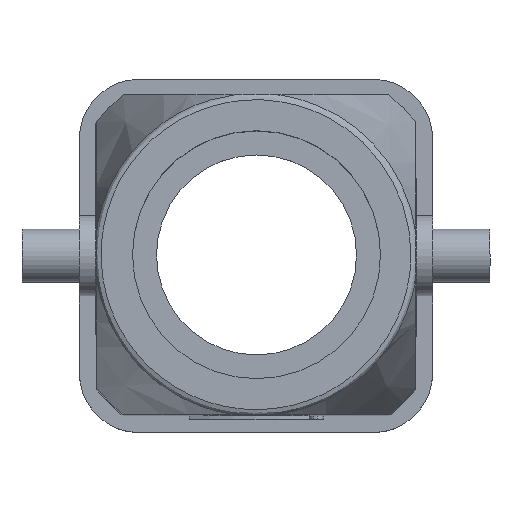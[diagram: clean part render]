
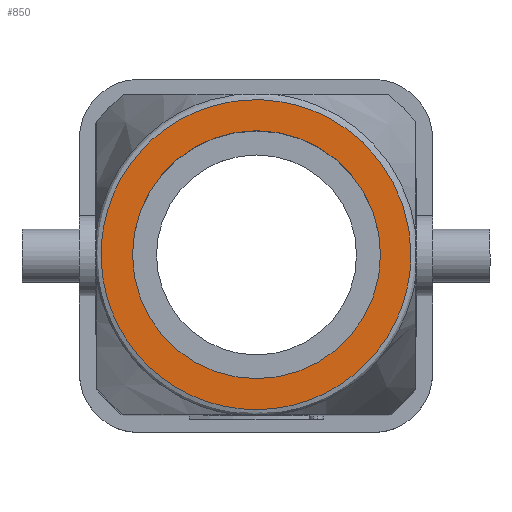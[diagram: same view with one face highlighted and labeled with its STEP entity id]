
A CAD part, top view. The second image highlights one B-rep face of the part: STEP entity #850.
In plain terms, the highlighted planar face has unit normal (0, 0, 1).
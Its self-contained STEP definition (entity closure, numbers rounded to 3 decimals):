
#538=FACE_BOUND('',#1271,.T.);
#539=FACE_BOUND('',#1272,.T.);
#690=PLANE('',#4340);
#850=ADVANCED_FACE('',(#538,#539),#690,.T.);
#1271=EDGE_LOOP('',(#2708));
#1272=EDGE_LOOP('',(#2709));
#1379=B_SPLINE_CURVE_WITH_KNOTS('',3,(#6275,#6276,#6277,#6278,#6279,#6280,
#6281,#6282,#6283,#6284,#6285,#6286,#6287,#6288,#6289,#6290,#6291,#6292,
#6293,#6294,#6295,#6296,#6297,#6298,#6299,#6300,#6301,#6302,#6303,#6304,
#6305,#6306,#6307,#6308,#6309,#6310,#6311,#6312,#6313,#6314,#6315,#6316),
 .UNSPECIFIED.,.T.,.F.,(1,3,2,2,2,2,2,2,2,2,2,2,2,2,2,2,2,2,2,2,2,3,1),
(-0.043,0.,0.032,0.065,0.133,
0.189,0.254,0.318,0.383,
0.44,0.497,0.562,0.594,
0.627,0.692,0.748,0.786,
0.815,0.872,0.929,0.957,
1.,1.032),.UNSPECIFIED.);
#2708=ORIENTED_EDGE('',*,*,#3806,.T.);
#2709=ORIENTED_EDGE('',*,*,#3807,.T.);
#3361=VERTEX_POINT('',#6274);
#3362=VERTEX_POINT('',#6317);
#3806=EDGE_CURVE('',#3361,#3361,#4013,.T.);
#3807=EDGE_CURVE('',#3362,#3362,#1379,.T.);
#4013=CIRCLE('',#4339,9.3);
#4339=AXIS2_PLACEMENT_3D('',#6273,#5062,#5063);
#4340=AXIS2_PLACEMENT_3D('',#6318,#5064,#5065);
#5062=DIRECTION('',(0.,0.,-1.));
#5063=DIRECTION('',(0.,1.,0.));
#5064=DIRECTION('',(0.,0.,1.));
#5065=DIRECTION('',(0.,1.,0.));
#6273=CARTESIAN_POINT('',(-74.011,-478.222,60.04));
#6274=CARTESIAN_POINT('',(-74.011,-468.922,60.04));
#6275=CARTESIAN_POINT('',(-62.431,-478.222,60.04));
#6276=CARTESIAN_POINT('',(-62.431,-477.437,60.04));
#6277=CARTESIAN_POINT('',(-62.511,-476.651,60.04));
#6278=CARTESIAN_POINT('',(-62.828,-475.112,60.04));
#6279=CARTESIAN_POINT('',(-63.064,-474.359,60.04));
#6280=CARTESIAN_POINT('',(-64.028,-472.114,60.04));
#6281=CARTESIAN_POINT('',(-65.014,-470.732,60.04));
#6282=CARTESIAN_POINT('',(-67.256,-468.698,60.04));
#6283=CARTESIAN_POINT('',(-68.435,-467.958,60.04));
#6284=CARTESIAN_POINT('',(-71.173,-466.854,60.04));
#6285=CARTESIAN_POINT('',(-72.764,-466.566,60.04));
#6286=CARTESIAN_POINT('',(-75.904,-466.646,60.04));
#6287=CARTESIAN_POINT('',(-77.455,-467.004,60.04));
#6288=CARTESIAN_POINT('',(-80.314,-468.307,60.04));
#6289=CARTESIAN_POINT('',(-81.619,-469.264,60.04));
#6290=CARTESIAN_POINT('',(-83.604,-471.465,60.04));
#6291=CARTESIAN_POINT('',(-84.344,-472.657,60.04));
#6292=CARTESIAN_POINT('',(-85.365,-475.232,60.04));
#6293=CARTESIAN_POINT('',(-85.643,-476.617,60.04));
#6294=CARTESIAN_POINT('',(-85.698,-479.584,60.04));
#6295=CARTESIAN_POINT('',(-85.401,-481.169,60.04));
#6296=CARTESIAN_POINT('',(-84.502,-483.362,60.04));
#6297=CARTESIAN_POINT('',(-84.127,-484.063,60.04));
#6298=CARTESIAN_POINT('',(-83.242,-485.375,60.04));
#6299=CARTESIAN_POINT('',(-82.731,-485.987,60.04));
#6300=CARTESIAN_POINT('',(-81.034,-487.643,60.04));
#6301=CARTESIAN_POINT('',(-79.674,-488.512,60.04));
#6302=CARTESIAN_POINT('',(-76.923,-489.564,60.04));
#6303=CARTESIAN_POINT('',(-75.56,-489.824,60.04));
#6304=CARTESIAN_POINT('',(-73.264,-489.852,60.04));
#6305=CARTESIAN_POINT('',(-72.332,-489.751,60.04));
#6306=CARTESIAN_POINT('',(-70.75,-489.385,60.04));
#6307=CARTESIAN_POINT('',(-70.089,-489.167,60.04));
#6308=CARTESIAN_POINT('',(-68.178,-488.344,60.04));
#6309=CARTESIAN_POINT('',(-67.004,-487.564,60.04));
#6310=CARTESIAN_POINT('',(-65.003,-485.644,60.04));
#6311=CARTESIAN_POINT('',(-64.176,-484.501,60.04));
#6312=CARTESIAN_POINT('',(-63.276,-482.626,60.04));
#6313=CARTESIAN_POINT('',(-63.032,-481.974,60.04));
#6314=CARTESIAN_POINT('',(-62.572,-480.303,60.04));
#6315=CARTESIAN_POINT('',(-62.431,-479.262,60.04));
#6316=CARTESIAN_POINT('',(-62.431,-478.222,60.04));
#6317=CARTESIAN_POINT('',(-62.431,-478.222,60.04));
#6318=CARTESIAN_POINT('',(-61.451,-490.822,60.04));
